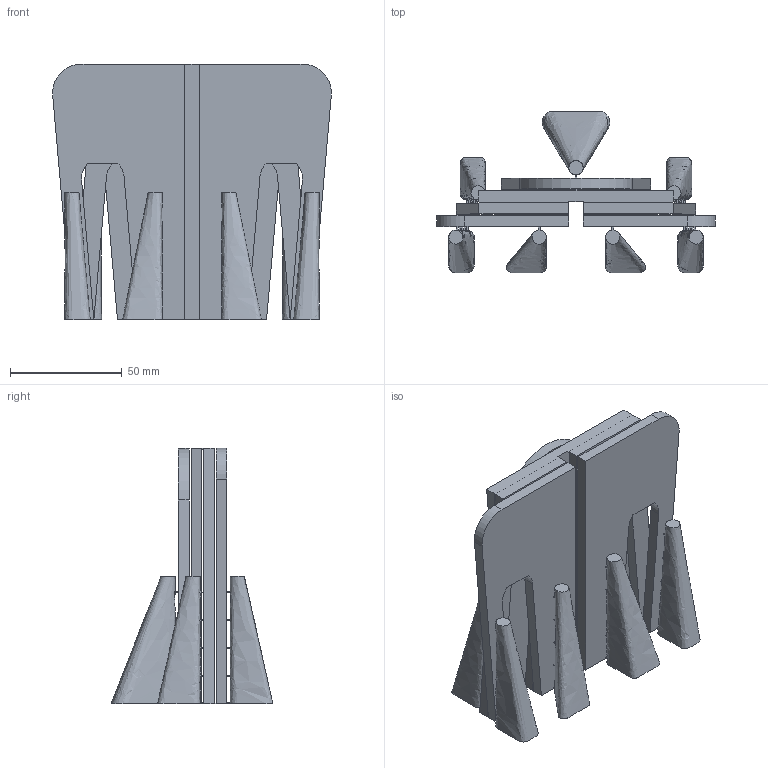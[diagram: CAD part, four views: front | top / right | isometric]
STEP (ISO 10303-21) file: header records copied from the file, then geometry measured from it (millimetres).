
FILE_DESCRIPTION(/* description */ (''),/* implementation_level */ '2;1');
FILE_NAME(/* name */ 'Liner Stand Bottom v5.step',/* time_stamp */ '2025-07-19T12:21:40-05:00',/* author */ (''),/* organization */ (''),/* preprocessor_version */ 'ST-DEVELOPER v20.1',/* originating_system */ 'Autodesk Translation Framework v14.10.0.0',/* authorisation */ '');
FILE_SCHEMA (('AUTOMOTIVE_DESIGN { 1 0 10303 214 3 1 1 }'));
Length unit declared in the file: inch
Products named in the file (1): Liner Stand Bottom
Bounding box: 124.59 x 72.27 x 114.3 mm (x, y, z)
Volume: 222835.9 mm3; surface area: 100334.7 mm2
Topology: 9 solids, 9 shells, 295 faces, 727 edges, 476 vertices
Faces by surface type: plane 276, cylinder 11, bspline 8
Entity records: 9801 total; most frequent: CARTESIAN_POINT 3103, ORIENTED_EDGE 1454, DIRECTION 1161, EDGE_CURVE 727, LINE 525, VECTOR 525, VERTEX_POINT 476, EDGE_LOOP 325
